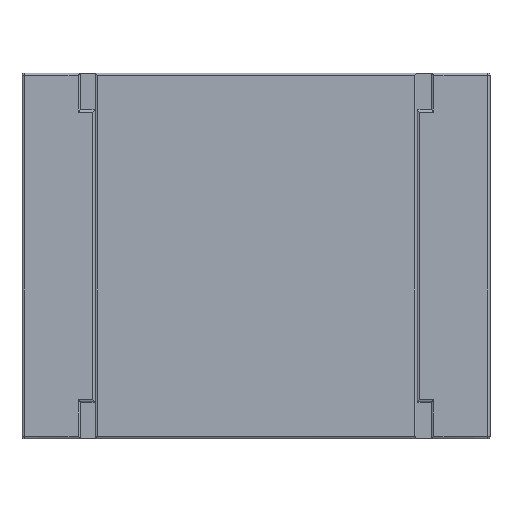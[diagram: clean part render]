
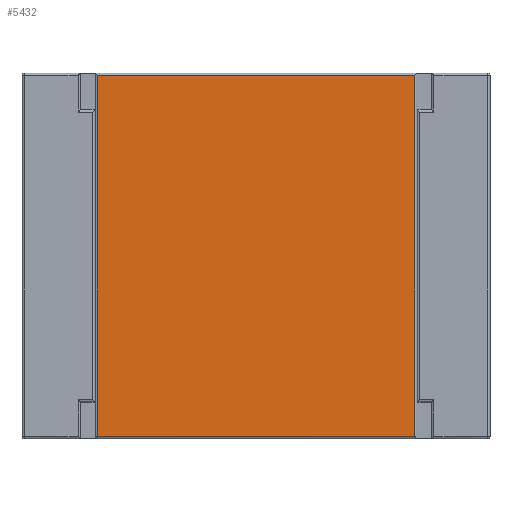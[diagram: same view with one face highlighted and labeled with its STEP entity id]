
A CAD part, top view. The second image highlights one B-rep face of the part: STEP entity #5432.
In plain terms, the highlighted planar face has unit normal (0, 0, 1).
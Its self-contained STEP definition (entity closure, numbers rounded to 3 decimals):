
#4992 = CYLINDRICAL_SURFACE('',#4993,0.016);
#4993 = AXIS2_PLACEMENT_3D('',#4994,#4995,#4996);
#4994 = CARTESIAN_POINT('',(0.,-1.234,0.634));
#4995 = DIRECTION('',(1.,0.,0.));
#4996 = DIRECTION('',(-0.,1.,0.));
#5062 = VERTEX_POINT('',#5063);
#5063 = CARTESIAN_POINT('',(-1.084,1.234,0.65));
#5073 = CYLINDRICAL_SURFACE('',#5074,0.016);
#5074 = AXIS2_PLACEMENT_3D('',#5075,#5076,#5077);
#5075 = CARTESIAN_POINT('',(-1.084,0.,0.634));
#5076 = DIRECTION('',(0.,-1.,0.));
#5077 = DIRECTION('',(1.,0.,0.));
#5107 = CYLINDRICAL_SURFACE('',#5108,0.016);
#5108 = AXIS2_PLACEMENT_3D('',#5109,#5110,#5111);
#5109 = CARTESIAN_POINT('',(0.,1.234,0.634));
#5110 = DIRECTION('',(-1.,0.,0.));
#5111 = DIRECTION('',(0.,-1.,0.));
#5163 = VERTEX_POINT('',#5164);
#5164 = CARTESIAN_POINT('',(-1.084,-1.234,0.65));
#5230 = EDGE_CURVE('',#5062,#5163,#5231,.T.);
#5231 = SURFACE_CURVE('',#5232,(#5236,#5243),.PCURVE_S1.);
#5232 = LINE('',#5233,#5234);
#5233 = CARTESIAN_POINT('',(-1.084,0.,0.65));
#5234 = VECTOR('',#5235,1.);
#5235 = DIRECTION('',(0.,-1.,0.));
#5236 = PCURVE('',#5073,#5237);
#5237 = DEFINITIONAL_REPRESENTATION('',(#5238),#5242);
#5238 = LINE('',#5239,#5240);
#5239 = CARTESIAN_POINT('',(1.571,0.));
#5240 = VECTOR('',#5241,1.);
#5241 = DIRECTION('',(0.,1.));
#5242 = ( GEOMETRIC_REPRESENTATION_CONTEXT(2) 
PARAMETRIC_REPRESENTATION_CONTEXT() REPRESENTATION_CONTEXT('2D SPACE',''
  ) );
#5243 = PCURVE('',#5244,#5249);
#5244 = PLANE('',#5245);
#5245 = AXIS2_PLACEMENT_3D('',#5246,#5247,#5248);
#5246 = CARTESIAN_POINT('',(0.,0.,0.65));
#5247 = DIRECTION('',(0.,0.,-1.));
#5248 = DIRECTION('',(0.,1.,0.));
#5249 = DEFINITIONAL_REPRESENTATION('',(#5250),#5254);
#5250 = LINE('',#5251,#5252);
#5251 = CARTESIAN_POINT('',(0.,-1.084));
#5252 = VECTOR('',#5253,1.);
#5253 = DIRECTION('',(-1.,0.));
#5254 = ( GEOMETRIC_REPRESENTATION_CONTEXT(2) 
PARAMETRIC_REPRESENTATION_CONTEXT() REPRESENTATION_CONTEXT('2D SPACE',''
  ) );
#5303 = CYLINDRICAL_SURFACE('',#5304,0.016);
#5304 = AXIS2_PLACEMENT_3D('',#5305,#5306,#5307);
#5305 = CARTESIAN_POINT('',(1.084,0.,0.634));
#5306 = DIRECTION('',(0.,1.,0.));
#5307 = DIRECTION('',(-1.,0.,0.));
#5432 = ADVANCED_FACE('',(#5433),#5244,.F.);
#5433 = FACE_BOUND('',#5434,.T.);
#5434 = EDGE_LOOP('',(#5435,#5436,#5459,#5482));
#5435 = ORIENTED_EDGE('',*,*,#5230,.T.);
#5436 = ORIENTED_EDGE('',*,*,#5437,.T.);
#5437 = EDGE_CURVE('',#5163,#5438,#5440,.T.);
#5438 = VERTEX_POINT('',#5439);
#5439 = CARTESIAN_POINT('',(1.084,-1.234,0.65));
#5440 = SURFACE_CURVE('',#5441,(#5445,#5452),.PCURVE_S1.);
#5441 = LINE('',#5442,#5443);
#5442 = CARTESIAN_POINT('',(0.,-1.234,0.65));
#5443 = VECTOR('',#5444,1.);
#5444 = DIRECTION('',(1.,0.,0.));
#5445 = PCURVE('',#5244,#5446);
#5446 = DEFINITIONAL_REPRESENTATION('',(#5447),#5451);
#5447 = LINE('',#5448,#5449);
#5448 = CARTESIAN_POINT('',(-1.234,0.));
#5449 = VECTOR('',#5450,1.);
#5450 = DIRECTION('',(0.,1.));
#5451 = ( GEOMETRIC_REPRESENTATION_CONTEXT(2) 
PARAMETRIC_REPRESENTATION_CONTEXT() REPRESENTATION_CONTEXT('2D SPACE',''
  ) );
#5452 = PCURVE('',#4992,#5453);
#5453 = DEFINITIONAL_REPRESENTATION('',(#5454),#5458);
#5454 = LINE('',#5455,#5456);
#5455 = CARTESIAN_POINT('',(1.571,0.));
#5456 = VECTOR('',#5457,1.);
#5457 = DIRECTION('',(0.,1.));
#5458 = ( GEOMETRIC_REPRESENTATION_CONTEXT(2) 
PARAMETRIC_REPRESENTATION_CONTEXT() REPRESENTATION_CONTEXT('2D SPACE',''
  ) );
#5459 = ORIENTED_EDGE('',*,*,#5460,.T.);
#5460 = EDGE_CURVE('',#5438,#5461,#5463,.T.);
#5461 = VERTEX_POINT('',#5462);
#5462 = CARTESIAN_POINT('',(1.084,1.234,0.65));
#5463 = SURFACE_CURVE('',#5464,(#5468,#5475),.PCURVE_S1.);
#5464 = LINE('',#5465,#5466);
#5465 = CARTESIAN_POINT('',(1.084,0.,0.65));
#5466 = VECTOR('',#5467,1.);
#5467 = DIRECTION('',(0.,1.,0.));
#5468 = PCURVE('',#5244,#5469);
#5469 = DEFINITIONAL_REPRESENTATION('',(#5470),#5474);
#5470 = LINE('',#5471,#5472);
#5471 = CARTESIAN_POINT('',(0.,1.084));
#5472 = VECTOR('',#5473,1.);
#5473 = DIRECTION('',(1.,0.));
#5474 = ( GEOMETRIC_REPRESENTATION_CONTEXT(2) 
PARAMETRIC_REPRESENTATION_CONTEXT() REPRESENTATION_CONTEXT('2D SPACE',''
  ) );
#5475 = PCURVE('',#5303,#5476);
#5476 = DEFINITIONAL_REPRESENTATION('',(#5477),#5481);
#5477 = LINE('',#5478,#5479);
#5478 = CARTESIAN_POINT('',(1.571,0.));
#5479 = VECTOR('',#5480,1.);
#5480 = DIRECTION('',(0.,1.));
#5481 = ( GEOMETRIC_REPRESENTATION_CONTEXT(2) 
PARAMETRIC_REPRESENTATION_CONTEXT() REPRESENTATION_CONTEXT('2D SPACE',''
  ) );
#5482 = ORIENTED_EDGE('',*,*,#5483,.T.);
#5483 = EDGE_CURVE('',#5461,#5062,#5484,.T.);
#5484 = SURFACE_CURVE('',#5485,(#5489,#5496),.PCURVE_S1.);
#5485 = LINE('',#5486,#5487);
#5486 = CARTESIAN_POINT('',(0.,1.234,0.65));
#5487 = VECTOR('',#5488,1.);
#5488 = DIRECTION('',(-1.,0.,0.));
#5489 = PCURVE('',#5244,#5490);
#5490 = DEFINITIONAL_REPRESENTATION('',(#5491),#5495);
#5491 = LINE('',#5492,#5493);
#5492 = CARTESIAN_POINT('',(1.234,0.));
#5493 = VECTOR('',#5494,1.);
#5494 = DIRECTION('',(0.,-1.));
#5495 = ( GEOMETRIC_REPRESENTATION_CONTEXT(2) 
PARAMETRIC_REPRESENTATION_CONTEXT() REPRESENTATION_CONTEXT('2D SPACE',''
  ) );
#5496 = PCURVE('',#5107,#5497);
#5497 = DEFINITIONAL_REPRESENTATION('',(#5498),#5502);
#5498 = LINE('',#5499,#5500);
#5499 = CARTESIAN_POINT('',(1.571,0.));
#5500 = VECTOR('',#5501,1.);
#5501 = DIRECTION('',(0.,1.));
#5502 = ( GEOMETRIC_REPRESENTATION_CONTEXT(2) 
PARAMETRIC_REPRESENTATION_CONTEXT() REPRESENTATION_CONTEXT('2D SPACE',''
  ) );
